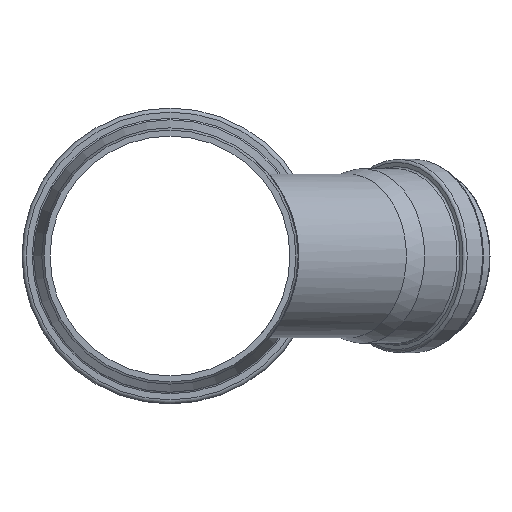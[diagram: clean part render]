
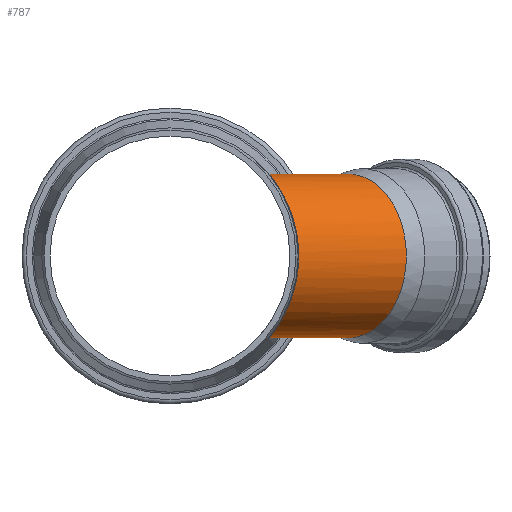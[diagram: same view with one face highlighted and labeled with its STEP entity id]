
A CAD part, front view. The second image highlights one B-rep face of the part: STEP entity #787.
In plain terms, the highlighted cylindrical face has radius 80 mm (diameter 160 mm), a partial arc.
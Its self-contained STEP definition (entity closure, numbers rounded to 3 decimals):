
#137=CIRCLE('',#860,80.);
#206=CYLINDRICAL_SURFACE('',#859,80.);
#227=FACE_OUTER_BOUND('',#300,.T.);
#300=EDGE_LOOP('',(#629,#630,#631,#632));
#442=B_SPLINE_CURVE_WITH_KNOTS('',3,(#1357,#1358,#1359,#1360,#1361,#1362,
#1363,#1364,#1365,#1366),.UNSPECIFIED.,.F.,.F.,(4,3,3,4),(1.304,
1.312,1.323,1.336),.UNSPECIFIED.);
#445=B_SPLINE_CURVE_WITH_KNOTS('',3,(#1572,#1573,#1574,#1575,#1576,#1577,
#1578,#1579,#1580,#1581,#1582,#1583,#1584,#1585,#1586,#1587,#1588,#1589,
#1590,#1591,#1592,#1593,#1594,#1595,#1596,#1597,#1598,#1599,#1600),
 .UNSPECIFIED.,.F.,.F.,(4,1,1,1,1,1,1,1,1,1,1,1,1,1,1,1,1,1,1,1,1,1,1,1,
1,1,4),(36.408,38.419,40.433,44.46,
46.473,48.487,50.501,52.514,53.857,
55.199,56.541,57.884,60.569,63.253,
65.938,68.623,71.308,72.65,73.993,
75.335,76.678,79.362,82.047,84.732,
88.759,90.773,92.783),.UNSPECIFIED.);
#450=B_SPLINE_CURVE_WITH_KNOTS('',3,(#1842,#1843,#1844,#1845,#1846,#1847,
#1848,#1849,#1850,#1851),.UNSPECIFIED.,.F.,.F.,(4,3,3,4),(0.,0.024,
0.04,0.043),.UNSPECIFIED.);
#456=VERTEX_POINT('',#1349);
#457=VERTEX_POINT('',#1356);
#459=VERTEX_POINT('',#1571);
#463=VERTEX_POINT('',#1841);
#534=EDGE_CURVE('',#457,#456,#442,.T.);
#537=EDGE_CURVE('',#457,#459,#445,.T.);
#542=EDGE_CURVE('',#463,#459,#450,.T.);
#544=EDGE_CURVE('',#456,#463,#137,.T.);
#629=ORIENTED_EDGE('',*,*,#542,.T.);
#630=ORIENTED_EDGE('',*,*,#537,.F.);
#631=ORIENTED_EDGE('',*,*,#534,.T.);
#632=ORIENTED_EDGE('',*,*,#544,.T.);
#787=ADVANCED_FACE('',(#227),#206,.T.);
#859=AXIS2_PLACEMENT_3D('',#1859,#1000,#1001);
#860=AXIS2_PLACEMENT_3D('',#1860,#1002,#1003);
#1000=DIRECTION('center_axis',(-0.707,-0.707,0.));
#1001=DIRECTION('ref_axis',(0.707,-0.707,0.));
#1002=DIRECTION('center_axis',(-0.707,-0.707,0.));
#1003=DIRECTION('ref_axis',(0.707,-0.707,0.));
#1349=CARTESIAN_POINT('',(123.471,413.947,-35.374));
#1356=CARTESIAN_POINT('',(123.249,413.967,-35.023));
#1357=CARTESIAN_POINT('Ctrl Pts',(123.248,413.968,-35.024));
#1358=CARTESIAN_POINT('Ctrl Pts',(123.274,413.979,-35.045));
#1359=CARTESIAN_POINT('Ctrl Pts',(123.298,413.987,-35.069));
#1360=CARTESIAN_POINT('Ctrl Pts',(123.321,413.99,-35.097));
#1361=CARTESIAN_POINT('Ctrl Pts',(123.353,413.996,-35.135));
#1362=CARTESIAN_POINT('Ctrl Pts',(123.38,413.994,-35.177));
#1363=CARTESIAN_POINT('Ctrl Pts',(123.404,413.987,-35.22));
#1364=CARTESIAN_POINT('Ctrl Pts',(123.431,413.979,-35.27));
#1365=CARTESIAN_POINT('Ctrl Pts',(123.453,413.964,-35.323));
#1366=CARTESIAN_POINT('Ctrl Pts',(123.471,413.947,-35.374));
#1571=CARTESIAN_POINT('',(123.249,413.967,35.023));
#1572=CARTESIAN_POINT('Ctrl Pts',(123.249,413.967,-35.023));
#1573=CARTESIAN_POINT('Ctrl Pts',(121.833,409.409,-39.586));
#1574=CARTESIAN_POINT('Ctrl Pts',(118.744,399.287,-47.647));
#1575=CARTESIAN_POINT('Ctrl Pts',(112.306,376.906,-60.505));
#1576=CARTESIAN_POINT('Ctrl Pts',(106.08,352.563,-69.655));
#1577=CARTESIAN_POINT('Ctrl Pts',(101.085,327.184,-75.895));
#1578=CARTESIAN_POINT('Ctrl Pts',(98.28,307.652,-79.023));
#1579=CARTESIAN_POINT('Ctrl Pts',(96.867,287.79,-80.38));
#1580=CARTESIAN_POINT('Ctrl Pts',(97.399,270.085,-79.517));
#1581=CARTESIAN_POINT('Ctrl Pts',(99.56,255.042,-76.678));
#1582=CARTESIAN_POINT('Ctrl Pts',(102.617,242.863,-72.519));
#1583=CARTESIAN_POINT('Ctrl Pts',(106.678,231.869,-66.454));
#1584=CARTESIAN_POINT('Ctrl Pts',(112.851,219.274,-55.859));
#1585=CARTESIAN_POINT('Ctrl Pts',(120.511,207.944,-38.413));
#1586=CARTESIAN_POINT('Ctrl Pts',(125.961,201.324,-13.276));
#1587=CARTESIAN_POINT('Ctrl Pts',(125.959,201.323,13.269));
#1588=CARTESIAN_POINT('Ctrl Pts',(120.516,207.941,38.407));
#1589=CARTESIAN_POINT('Ctrl Pts',(112.854,219.269,55.854));
#1590=CARTESIAN_POINT('Ctrl Pts',(106.681,231.864,66.45));
#1591=CARTESIAN_POINT('Ctrl Pts',(102.618,242.858,72.517));
#1592=CARTESIAN_POINT('Ctrl Pts',(99.562,255.032,76.677));
#1593=CARTESIAN_POINT('Ctrl Pts',(97.088,272.233,79.921));
#1594=CARTESIAN_POINT('Ctrl Pts',(96.917,294.461,80.413));
#1595=CARTESIAN_POINT('Ctrl Pts',(99.89,320.772,77.321));
#1596=CARTESIAN_POINT('Ctrl Pts',(105.562,350.543,70.418));
#1597=CARTESIAN_POINT('Ctrl Pts',(112.306,376.904,60.504));
#1598=CARTESIAN_POINT('Ctrl Pts',(118.743,399.288,47.647));
#1599=CARTESIAN_POINT('Ctrl Pts',(121.833,409.41,39.586));
#1600=CARTESIAN_POINT('Ctrl Pts',(123.249,413.967,35.023));
#1841=CARTESIAN_POINT('',(123.471,413.947,35.374));
#1842=CARTESIAN_POINT('Ctrl Pts',(123.471,413.947,35.374));
#1843=CARTESIAN_POINT('Ctrl Pts',(123.446,413.971,35.303));
#1844=CARTESIAN_POINT('Ctrl Pts',(123.413,413.99,35.23));
#1845=CARTESIAN_POINT('Ctrl Pts',(123.37,413.993,35.163));
#1846=CARTESIAN_POINT('Ctrl Pts',(123.341,413.995,35.118));
#1847=CARTESIAN_POINT('Ctrl Pts',(123.307,413.99,35.077));
#1848=CARTESIAN_POINT('Ctrl Pts',(123.269,413.976,35.042));
#1849=CARTESIAN_POINT('Ctrl Pts',(123.262,413.974,35.036));
#1850=CARTESIAN_POINT('Ctrl Pts',(123.255,413.971,35.03));
#1851=CARTESIAN_POINT('Ctrl Pts',(123.248,413.968,35.024));
#1859=CARTESIAN_POINT('Origin',(87.104,276.104,0.));
#1860=CARTESIAN_POINT('Origin',(174.209,363.209,0.));
